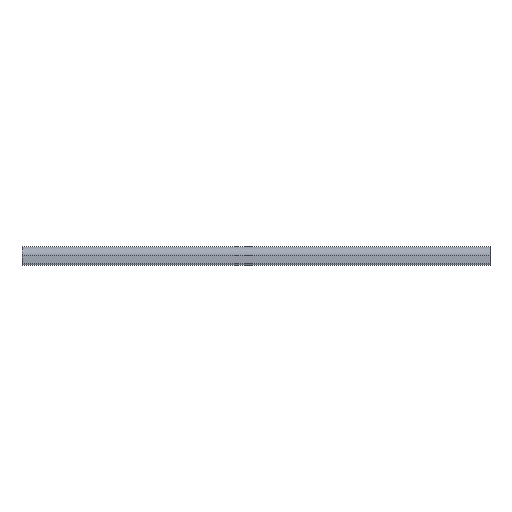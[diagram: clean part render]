
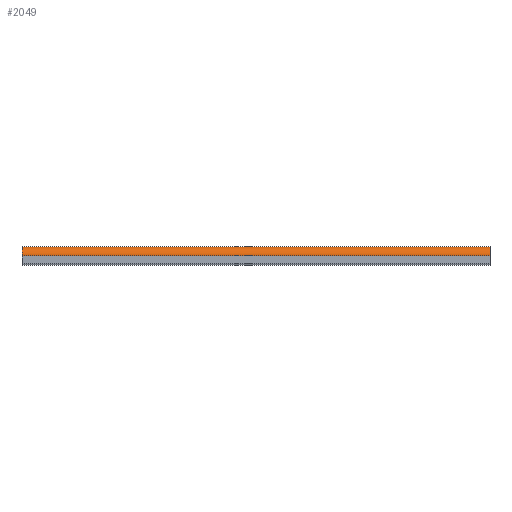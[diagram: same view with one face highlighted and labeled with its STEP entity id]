
A CAD part, top view. The second image highlights one B-rep face of the part: STEP entity #2049.
In plain terms, the highlighted cylindrical face has radius 19.5 mm (diameter 39 mm), a partial arc.
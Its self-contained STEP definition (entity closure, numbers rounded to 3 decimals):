
#347 = LINE ( 'NONE', #774, #357 ) ;
#357 = VECTOR ( 'NONE', #778, 1000. ) ;
#372 = CIRCLE ( 'NONE', #411, 19.5 ) ;
#380 = LINE ( 'NONE', #816, #382 ) ;
#382 = VECTOR ( 'NONE', #817, 1000. ) ;
#389 = CIRCLE ( 'NONE', #416, 19.5 ) ;
#411 = AXIS2_PLACEMENT_3D ( 'NONE', #794, #796, #797 ) ;
#416 = AXIS2_PLACEMENT_3D ( 'NONE', #818, #819, #820 ) ;
#474 = AXIS2_PLACEMENT_3D ( 'NONE', #1061, #1050, #1053 ) ;
#774 = CARTESIAN_POINT ( 'NONE',  ( -1056.216, 0., 20. ) ) ;
#778 = DIRECTION ( 'NONE',  ( 1., 0., 0. ) ) ;
#794 = CARTESIAN_POINT ( 'NONE',  ( 0., 0., 0.5 ) ) ;
#796 = DIRECTION ( 'NONE',  ( 1., 0., 0. ) ) ;
#797 = DIRECTION ( 'NONE',  ( 0., 0., -1. ) ) ;
#816 = CARTESIAN_POINT ( 'NONE',  ( -1056.216, 19.5, 0.5 ) ) ;
#817 = DIRECTION ( 'NONE',  ( 1., 0., 0. ) ) ;
#818 = CARTESIAN_POINT ( 'NONE',  ( -1000., 0., 0.5 ) ) ;
#819 = DIRECTION ( 'NONE',  ( -1., 0., 0. ) ) ;
#820 = DIRECTION ( 'NONE',  ( 0., 0., -1. ) ) ;
#1050 = DIRECTION ( 'NONE',  ( 1., 0., 0. ) ) ;
#1053 = DIRECTION ( 'NONE',  ( 0., 0., -1. ) ) ;
#1061 = CARTESIAN_POINT ( 'NONE',  ( -1056.216, 0., 0.5 ) ) ;
#1237 = FACE_OUTER_BOUND ( 'NONE', #3284, .T. ) ;
#1239 = CYLINDRICAL_SURFACE ( 'NONE', #474, 19.5 ) ;
#1666 = CARTESIAN_POINT ( 'NONE',  ( 0., 0., 20. ) ) ;
#1668 = CARTESIAN_POINT ( 'NONE',  ( -1000., 0., 20. ) ) ;
#1674 = CARTESIAN_POINT ( 'NONE',  ( -1000., 19.5, 0.5 ) ) ;
#1681 = CARTESIAN_POINT ( 'NONE',  ( 0., 19.5, 0.5 ) ) ;
#1943 = EDGE_CURVE ( 'NONE', #2655, #2653, #347, .T. ) ;
#1951 = EDGE_CURVE ( 'NONE', #2668, #2653, #372, .T. ) ;
#1960 = EDGE_CURVE ( 'NONE', #2661, #2668, #380, .T. ) ;
#1961 = EDGE_CURVE ( 'NONE', #2655, #2661, #389, .T. ) ;
#2049 = ADVANCED_FACE ( 'NONE', ( #1237 ), #1239, .T. ) ;
#2653 = VERTEX_POINT ( 'NONE', #1666 ) ;
#2655 = VERTEX_POINT ( 'NONE', #1668 ) ;
#2661 = VERTEX_POINT ( 'NONE', #1674 ) ;
#2668 = VERTEX_POINT ( 'NONE', #1681 ) ;
#3242 = ORIENTED_EDGE ( 'NONE', *, *, #1960, .F. ) ;
#3243 = ORIENTED_EDGE ( 'NONE', *, *, #1961, .F. ) ;
#3246 = ORIENTED_EDGE ( 'NONE', *, *, #1943, .T. ) ;
#3247 = ORIENTED_EDGE ( 'NONE', *, *, #1951, .F. ) ;
#3284 = EDGE_LOOP ( 'NONE', ( #3243, #3246, #3247, #3242 ) ) ;
